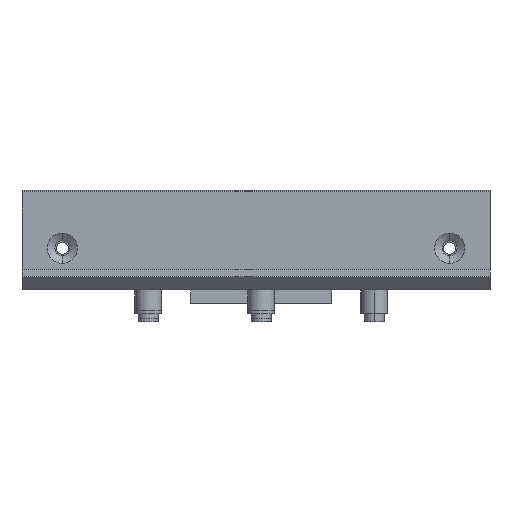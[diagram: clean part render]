
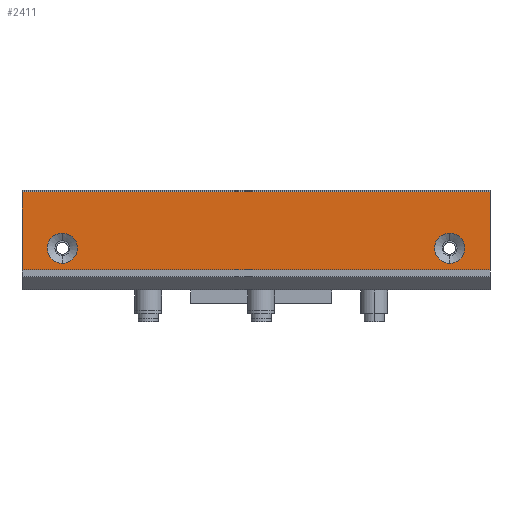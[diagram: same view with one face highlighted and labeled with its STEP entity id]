
A CAD part, front view. The second image highlights one B-rep face of the part: STEP entity #2411.
In plain terms, the highlighted planar face has unit normal (0, -1, 0).
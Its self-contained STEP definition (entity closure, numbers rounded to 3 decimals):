
#5 = CARTESIAN_POINT ( 'NONE',  ( 34.8, -23.299, 20.287 ) ) ;
#476 = DIRECTION ( 'NONE',  ( 0., 0., -1. ) ) ;
#999 = VERTEX_POINT ( 'NONE', #17119 ) ;
#1089 = VECTOR ( 'NONE', #25243, 1000. ) ;
#1112 = EDGE_CURVE ( 'NONE', #26873, #17397, #28749, .T. ) ;
#2314 = CIRCLE ( 'NONE', #27691, 2.25 ) ;
#2411 = ADVANCED_FACE ( 'NONE', ( #16543, #31302, #22975 ), #6000, .T. ) ;
#2412 = CIRCLE ( 'NONE', #20603, 2.25 ) ;
#2682 = DIRECTION ( 'NONE',  ( 0., 0., -1. ) ) ;
#2958 = LINE ( 'NONE', #5, #16919 ) ;
#3240 = EDGE_CURVE ( 'NONE', #34868, #19061, #2958, .T. ) ;
#4185 = CARTESIAN_POINT ( 'NONE',  ( -34.8, -23.299, 8.687 ) ) ;
#4322 = EDGE_CURVE ( 'NONE', #15863, #34868, #13134, .T. ) ;
#4543 = CARTESIAN_POINT ( 'NONE',  ( -34.8, -23.299, 20.287 ) ) ;
#5029 = ORIENTED_EDGE ( 'NONE', *, *, #23356, .T. ) ;
#5475 = EDGE_LOOP ( 'NONE', ( #8639, #29559 ) ) ;
#6000 = PLANE ( 'NONE',  #9346 ) ;
#6486 = DIRECTION ( 'NONE',  ( 0., 0., 1. ) ) ;
#6996 = EDGE_CURVE ( 'NONE', #32457, #999, #2412, .T. ) ;
#7339 = ORIENTED_EDGE ( 'NONE', *, *, #4322, .F. ) ;
#7745 = EDGE_LOOP ( 'NONE', ( #32206, #13191 ) ) ;
#8128 = DIRECTION ( 'NONE',  ( 0., 0., -1. ) ) ;
#8639 = ORIENTED_EDGE ( 'NONE', *, *, #20963, .T. ) ;
#9346 = AXIS2_PLACEMENT_3D ( 'NONE', #22790, #25770, #2682 ) ;
#9752 = CARTESIAN_POINT ( 'NONE',  ( 34.8, -23.299, 8.687 ) ) ;
#11770 = EDGE_LOOP ( 'NONE', ( #28397, #32440, #7339, #5029 ) ) ;
#12171 = CARTESIAN_POINT ( 'NONE',  ( 34.8, -23.299, 20.287 ) ) ;
#13134 = LINE ( 'NONE', #24790, #32718 ) ;
#13191 = ORIENTED_EDGE ( 'NONE', *, *, #6996, .F. ) ;
#13584 = EDGE_CURVE ( 'NONE', #999, #32457, #20817, .T. ) ;
#13640 = VECTOR ( 'NONE', #476, 1000. ) ;
#14513 = CARTESIAN_POINT ( 'NONE',  ( -34.8, -23.299, 20.287 ) ) ;
#14890 = DIRECTION ( 'NONE',  ( 0., 0., 1. ) ) ;
#14910 = AXIS2_PLACEMENT_3D ( 'NONE', #17819, #26330, #16277 ) ;
#15863 = VERTEX_POINT ( 'NONE', #4543 ) ;
#16277 = DIRECTION ( 'NONE',  ( 0., 0., 1. ) ) ;
#16543 = FACE_BOUND ( 'NONE', #7745, .T. ) ;
#16870 = DIRECTION ( 'NONE',  ( 0., 1., 0. ) ) ;
#16919 = VECTOR ( 'NONE', #8128, 1000. ) ;
#17119 = CARTESIAN_POINT ( 'NONE',  ( -28.8, -23.299, 14.137 ) ) ;
#17397 = VERTEX_POINT ( 'NONE', #33690 ) ;
#17819 = CARTESIAN_POINT ( 'NONE',  ( -28.8, -23.299, 11.887 ) ) ;
#19061 = VERTEX_POINT ( 'NONE', #9752 ) ;
#19755 = CARTESIAN_POINT ( 'NONE',  ( -28.8, -23.299, 9.637 ) ) ;
#20325 = CARTESIAN_POINT ( 'NONE',  ( -28.8, -23.299, 11.887 ) ) ;
#20603 = AXIS2_PLACEMENT_3D ( 'NONE', #20325, #29192, #6486 ) ;
#20817 = CIRCLE ( 'NONE', #14910, 2.25 ) ;
#20963 = EDGE_CURVE ( 'NONE', #17397, #26873, #2314, .T. ) ;
#21607 = CARTESIAN_POINT ( 'NONE',  ( 28.8, -23.299, 9.637 ) ) ;
#22454 = LINE ( 'NONE', #33736, #1089 ) ;
#22790 = CARTESIAN_POINT ( 'NONE',  ( 34.8, -23.299, 8.687 ) ) ;
#22975 = FACE_OUTER_BOUND ( 'NONE', #11770, .T. ) ;
#23356 = EDGE_CURVE ( 'NONE', #15863, #31297, #28565, .T. ) ;
#24790 = CARTESIAN_POINT ( 'NONE',  ( -34.8, -23.299, 20.287 ) ) ;
#25243 = DIRECTION ( 'NONE',  ( 1., 0., 0. ) ) ;
#25770 = DIRECTION ( 'NONE',  ( 0., -1., 0. ) ) ;
#26330 = DIRECTION ( 'NONE',  ( 0., -1., 0. ) ) ;
#26540 = CARTESIAN_POINT ( 'NONE',  ( 28.8, -23.299, 11.887 ) ) ;
#26873 = VERTEX_POINT ( 'NONE', #21607 ) ;
#27691 = AXIS2_PLACEMENT_3D ( 'NONE', #31630, #16870, #28156 ) ;
#28156 = DIRECTION ( 'NONE',  ( 0., 0., 1. ) ) ;
#28178 = AXIS2_PLACEMENT_3D ( 'NONE', #26540, #32057, #14890 ) ;
#28397 = ORIENTED_EDGE ( 'NONE', *, *, #35559, .T. ) ;
#28565 = LINE ( 'NONE', #14513, #13640 ) ;
#28749 = CIRCLE ( 'NONE', #28178, 2.25 ) ;
#29192 = DIRECTION ( 'NONE',  ( 0., -1., 0. ) ) ;
#29559 = ORIENTED_EDGE ( 'NONE', *, *, #1112, .T. ) ;
#31297 = VERTEX_POINT ( 'NONE', #4185 ) ;
#31302 = FACE_BOUND ( 'NONE', #5475, .T. ) ;
#31630 = CARTESIAN_POINT ( 'NONE',  ( 28.8, -23.299, 11.887 ) ) ;
#32057 = DIRECTION ( 'NONE',  ( 0., 1., 0. ) ) ;
#32206 = ORIENTED_EDGE ( 'NONE', *, *, #13584, .F. ) ;
#32440 = ORIENTED_EDGE ( 'NONE', *, *, #3240, .F. ) ;
#32457 = VERTEX_POINT ( 'NONE', #19755 ) ;
#32718 = VECTOR ( 'NONE', #35685, 1000. ) ;
#33690 = CARTESIAN_POINT ( 'NONE',  ( 28.8, -23.299, 14.137 ) ) ;
#33736 = CARTESIAN_POINT ( 'NONE',  ( -34.8, -23.299, 8.687 ) ) ;
#34868 = VERTEX_POINT ( 'NONE', #12171 ) ;
#35559 = EDGE_CURVE ( 'NONE', #31297, #19061, #22454, .T. ) ;
#35685 = DIRECTION ( 'NONE',  ( 1., 0., 0. ) ) ;
